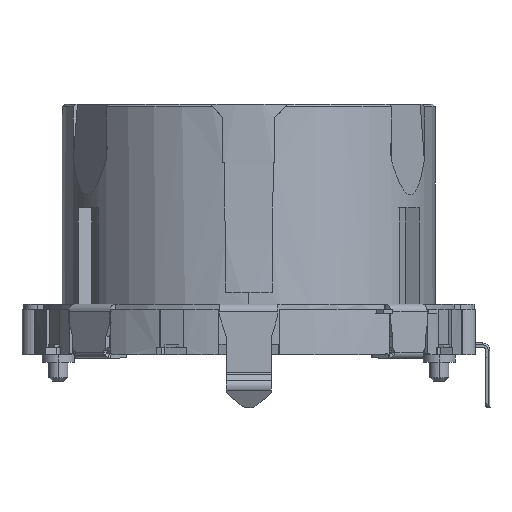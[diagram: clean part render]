
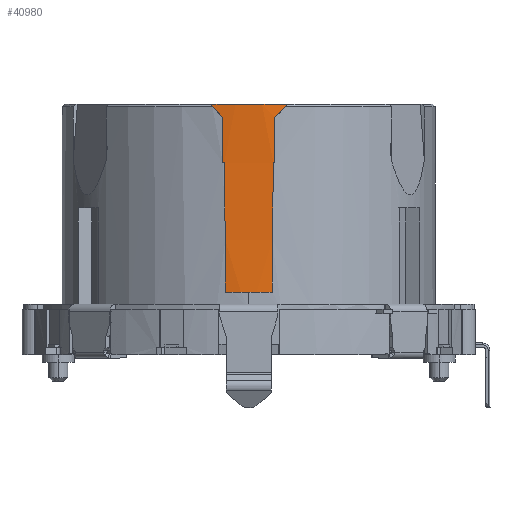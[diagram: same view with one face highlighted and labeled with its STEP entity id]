
A CAD part, left-side view. The second image highlights one B-rep face of the part: STEP entity #40980.
In plain terms, the highlighted cylindrical face has radius 13.75 mm (diameter 27.5 mm), a partial arc.
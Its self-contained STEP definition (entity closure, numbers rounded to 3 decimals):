
#5 = CARTESIAN_POINT ( 'NONE',  ( -13.618, 1.902, 10.92 ) ) ;
#181 = VERTEX_POINT ( 'NONE', #34539 ) ;
#997 = ORIENTED_EDGE ( 'NONE', *, *, #42354, .F. ) ;
#1070 = CARTESIAN_POINT ( 'NONE',  ( -13.63, -1.813, 4.92 ) ) ;
#1101 = EDGE_CURVE ( 'NONE', #42146, #20751, #41747, .T. ) ;
#1266 = VERTEX_POINT ( 'NONE', #31200 ) ;
#1340 = CIRCLE ( 'NONE', #11969, 13.75 ) ;
#1563 = EDGE_CURVE ( 'NONE', #181, #4055, #9835, .T. ) ;
#1859 = EDGE_CURVE ( 'NONE', #10974, #42146, #26216, .T. ) ;
#1985 = CARTESIAN_POINT ( 'NONE',  ( -13.416, 3.012, 15.42 ) ) ;
#2070 = DIRECTION ( 'NONE',  ( 1., 0., 0. ) ) ;
#2412 = DIRECTION ( 'NONE',  ( 1., 0., 0. ) ) ;
#2596 = ORIENTED_EDGE ( 'NONE', *, *, #1859, .F. ) ;
#2705 = AXIS2_PLACEMENT_3D ( 'NONE', #10798, #33864, #40388 ) ;
#2844 = DIRECTION ( 'NONE',  ( 0., 0., 1. ) ) ;
#3287 = EDGE_CURVE ( 'NONE', #17536, #11304, #39955, .T. ) ;
#4034 = CARTESIAN_POINT ( 'NONE',  ( -13.63, -1.813, 4.92 ) ) ;
#4055 = VERTEX_POINT ( 'NONE', #34230 ) ;
#4259 = ORIENTED_EDGE ( 'NONE', *, *, #6721, .F. ) ;
#4287 =( BOUNDED_CURVE ( )  B_SPLINE_CURVE ( 3, ( #42154, #15297, #12376, #18604 ),
 .UNSPECIFIED., .F., .T. ) 
 B_SPLINE_CURVE_WITH_KNOTS ( ( 4, 4 ),
 ( 4.859, 4.933 ),
 .UNSPECIFIED. ) 
 CURVE ( )  GEOMETRIC_REPRESENTATION_ITEM ( )  RATIONAL_B_SPLINE_CURVE ( ( 1., 1., 1., 1. ) ) 
 REPRESENTATION_ITEM ( '' )  );
#4303 = AXIS2_PLACEMENT_3D ( 'NONE', #6127, #29124, #16070 ) ;
#4626 = VECTOR ( 'NONE', #17293, 1000. ) ;
#5362 = CARTESIAN_POINT ( 'NONE',  ( -13.49, 2.682, 15.089 ) ) ;
#6069 = CARTESIAN_POINT ( 'NONE',  ( -13.602, 2.012, 14.42 ) ) ;
#6090 = ORIENTED_EDGE ( 'NONE', *, *, #3287, .T. ) ;
#6127 = CARTESIAN_POINT ( 'NONE',  ( 0., 0., 10.92 ) ) ;
#6710 = LINE ( 'NONE', #10608, #37630 ) ;
#6721 = EDGE_CURVE ( 'NONE', #20751, #13052, #6710, .T. ) ;
#7926 = CARTESIAN_POINT ( 'NONE',  ( -13.626, -1.843, 6.921 ) ) ;
#8490 = VERTEX_POINT ( 'NONE', #19724 ) ;
#8736 = ORIENTED_EDGE ( 'NONE', *, *, #18273, .T. ) ;
#9785 = ORIENTED_EDGE ( 'NONE', *, *, #11766, .F. ) ;
#9835 = LINE ( 'NONE', #32419, #39740 ) ;
#10236 = EDGE_CURVE ( 'NONE', #32578, #17536, #4287, .T. ) ;
#10608 = CARTESIAN_POINT ( 'NONE',  ( -13.63, -1.813, 3.92 ) ) ;
#10798 = CARTESIAN_POINT ( 'NONE',  ( 0., 0., 15.42 ) ) ;
#10974 = VERTEX_POINT ( 'NONE', #16656 ) ;
#11118 = EDGE_CURVE ( 'NONE', #32578, #10974, #20819, .T. ) ;
#11304 = VERTEX_POINT ( 'NONE', #28658 ) ;
#11766 = EDGE_CURVE ( 'NONE', #11862, #181, #18159, .T. ) ;
#11787 = AXIS2_PLACEMENT_3D ( 'NONE', #38020, #18407, #2070 ) ;
#11862 = VERTEX_POINT ( 'NONE', #5 ) ;
#11969 = AXIS2_PLACEMENT_3D ( 'NONE', #38199, #18729, #15148 ) ;
#12376 = CARTESIAN_POINT ( 'NONE',  ( -13.49, -2.682, 15.089 ) ) ;
#12689 = DIRECTION ( 'NONE',  ( 0., 0., 1. ) ) ;
#13052 = VERTEX_POINT ( 'NONE', #28114 ) ;
#15148 = DIRECTION ( 'NONE',  ( 0., -1., 0. ) ) ;
#15297 = CARTESIAN_POINT ( 'NONE',  ( -13.552, -2.348, 14.756 ) ) ;
#15441 = AXIS2_PLACEMENT_3D ( 'NONE', #35460, #12689, #2412 ) ;
#15728 = ORIENTED_EDGE ( 'NONE', *, *, #10236, .T. ) ;
#16070 = DIRECTION ( 'NONE',  ( 1., 0., 0. ) ) ;
#16531 = LINE ( 'NONE', #27475, #4626 ) ;
#16656 = CARTESIAN_POINT ( 'NONE',  ( -13.602, -2.013, 10.92 ) ) ;
#16861 = CARTESIAN_POINT ( 'NONE',  ( -13.622, 1.873, 8.921 ) ) ;
#17293 = DIRECTION ( 'NONE',  ( 0., 0., 1. ) ) ;
#17536 = VERTEX_POINT ( 'NONE', #33543 ) ;
#17634 = DIRECTION ( 'NONE',  ( 0., 0., -1. ) ) ;
#17690 = CARTESIAN_POINT ( 'NONE',  ( -13.618, -1.903, 10.92 ) ) ;
#18159 = CIRCLE ( 'NONE', #4303, 13.75 ) ;
#18273 = EDGE_CURVE ( 'NONE', #11304, #4055, #29417, .T. ) ;
#18407 = DIRECTION ( 'NONE',  ( 0., 0., -1. ) ) ;
#18604 = CARTESIAN_POINT ( 'NONE',  ( -13.416, -3.013, 15.42 ) ) ;
#18729 = DIRECTION ( 'NONE',  ( 0., 0., -1. ) ) ;
#19724 = CARTESIAN_POINT ( 'NONE',  ( -13.63, 1.812, 0.92 ) ) ;
#20162 = CARTESIAN_POINT ( 'NONE',  ( -13.618, 1.902, 10.92 ) ) ;
#20751 = VERTEX_POINT ( 'NONE', #4034 ) ;
#20819 = LINE ( 'NONE', #24374, #27992 ) ;
#24374 = CARTESIAN_POINT ( 'NONE',  ( -13.602, -2.013, 3.92 ) ) ;
#24409 = ORIENTED_EDGE ( 'NONE', *, *, #42203, .F. ) ;
#24500 = ORIENTED_EDGE ( 'NONE', *, *, #11118, .F. ) ;
#25781 = ORIENTED_EDGE ( 'NONE', *, *, #1563, .F. ) ;
#26216 = CIRCLE ( 'NONE', #11787, 13.75 ) ;
#26749 = CARTESIAN_POINT ( 'NONE',  ( -13.626, 1.843, 6.921 ) ) ;
#27292 = DIRECTION ( 'NONE',  ( 0., 0., -1. ) ) ;
#27379 = CARTESIAN_POINT ( 'NONE',  ( -13.602, -2.012, 14.42 ) ) ;
#27475 = CARTESIAN_POINT ( 'NONE',  ( -13.63, 1.812, 3.92 ) ) ;
#27986 = FACE_OUTER_BOUND ( 'NONE', #34605, .T. ) ;
#27992 = VECTOR ( 'NONE', #17634, 1000. ) ;
#28114 = CARTESIAN_POINT ( 'NONE',  ( -13.63, -1.813, 0.92 ) ) ;
#28505 = CARTESIAN_POINT ( 'NONE',  ( -13.552, 2.348, 14.756 ) ) ;
#28658 = CARTESIAN_POINT ( 'NONE',  ( -13.416, 3.012, 15.42 ) ) ;
#29124 = DIRECTION ( 'NONE',  ( 0., 0., -1. ) ) ;
#29417 =( BOUNDED_CURVE ( )  B_SPLINE_CURVE ( 3, ( #1985, #5362, #28505, #6069 ),
 .UNSPECIFIED., .F., .F. ) 
 B_SPLINE_CURVE_WITH_KNOTS ( ( 4, 4 ),
 ( 1.35, 1.424 ),
 .UNSPECIFIED. ) 
 CURVE ( )  GEOMETRIC_REPRESENTATION_ITEM ( )  RATIONAL_B_SPLINE_CURVE ( ( 1., 1., 1., 1. ) ) 
 REPRESENTATION_ITEM ( '' )  );
#31200 = CARTESIAN_POINT ( 'NONE',  ( -13.63, 1.812, 4.92 ) ) ;
#32419 = CARTESIAN_POINT ( 'NONE',  ( -13.602, 2.012, 3.92 ) ) ;
#32578 = VERTEX_POINT ( 'NONE', #27379 ) ;
#32728 = CARTESIAN_POINT ( 'NONE',  ( -13.618, -1.903, 10.92 ) ) ;
#33216 = CYLINDRICAL_SURFACE ( 'NONE', #15441, 13.75 ) ;
#33444 = EDGE_CURVE ( 'NONE', #13052, #8490, #1340, .T. ) ;
#33543 = CARTESIAN_POINT ( 'NONE',  ( -13.416, -3.013, 15.42 ) ) ;
#33626 =( BOUNDED_CURVE ( )  B_SPLINE_CURVE ( 3, ( #36581, #26749, #16861, #20162 ),
 .UNSPECIFIED., .F., .F. ) 
 B_SPLINE_CURVE_WITH_KNOTS ( ( 4, 4 ),
 ( 4.845, 4.851 ),
 .UNSPECIFIED. ) 
 CURVE ( )  GEOMETRIC_REPRESENTATION_ITEM ( )  RATIONAL_B_SPLINE_CURVE ( ( 1., 1., 1., 1. ) ) 
 REPRESENTATION_ITEM ( '' )  );
#33864 = DIRECTION ( 'NONE',  ( 0., 0., -1. ) ) ;
#34230 = CARTESIAN_POINT ( 'NONE',  ( -13.602, 2.012, 14.42 ) ) ;
#34539 = CARTESIAN_POINT ( 'NONE',  ( -13.602, 2.012, 10.92 ) ) ;
#34605 = EDGE_LOOP ( 'NONE', ( #6090, #8736, #25781, #9785, #24409, #997, #40773, #4259, #36902, #2596, #24500, #15728 ) ) ;
#35460 = CARTESIAN_POINT ( 'NONE',  ( 0., 0., 3.92 ) ) ;
#36581 = CARTESIAN_POINT ( 'NONE',  ( -13.63, 1.812, 4.92 ) ) ;
#36902 = ORIENTED_EDGE ( 'NONE', *, *, #1101, .F. ) ;
#37630 = VECTOR ( 'NONE', #27292, 1000. ) ;
#38020 = CARTESIAN_POINT ( 'NONE',  ( 0., 0., 10.92 ) ) ;
#38199 = CARTESIAN_POINT ( 'NONE',  ( 0., 0., 0.92 ) ) ;
#39740 = VECTOR ( 'NONE', #2844, 1000. ) ;
#39955 = CIRCLE ( 'NONE', #2705, 13.75 ) ;
#40366 = CARTESIAN_POINT ( 'NONE',  ( -13.622, -1.873, 8.921 ) ) ;
#40388 = DIRECTION ( 'NONE',  ( 1., 0., 0. ) ) ;
#40773 = ORIENTED_EDGE ( 'NONE', *, *, #33444, .F. ) ;
#40980 = ADVANCED_FACE ( 'NONE', ( #27986 ), #33216, .T. ) ;
#41747 =( BOUNDED_CURVE ( )  B_SPLINE_CURVE ( 3, ( #17690, #40366, #7926, #1070 ),
 .UNSPECIFIED., .F., .F. ) 
 B_SPLINE_CURVE_WITH_KNOTS ( ( 4, 4 ),
 ( 1.432, 1.439 ),
 .UNSPECIFIED. ) 
 CURVE ( )  GEOMETRIC_REPRESENTATION_ITEM ( )  RATIONAL_B_SPLINE_CURVE ( ( 1., 1., 1., 1. ) ) 
 REPRESENTATION_ITEM ( '' )  );
#42146 = VERTEX_POINT ( 'NONE', #32728 ) ;
#42154 = CARTESIAN_POINT ( 'NONE',  ( -13.602, -2.012, 14.42 ) ) ;
#42203 = EDGE_CURVE ( 'NONE', #1266, #11862, #33626, .T. ) ;
#42354 = EDGE_CURVE ( 'NONE', #8490, #1266, #16531, .T. ) ;
